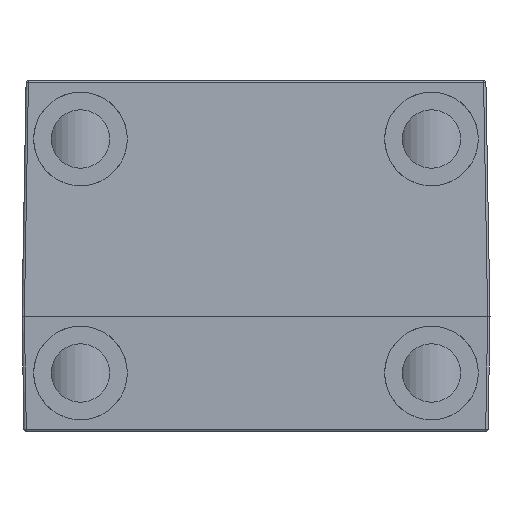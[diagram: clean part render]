
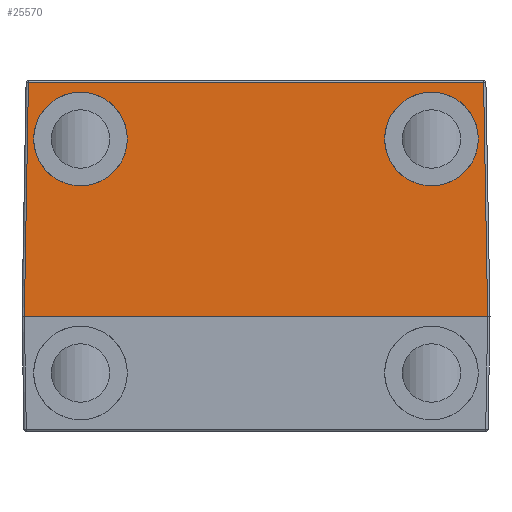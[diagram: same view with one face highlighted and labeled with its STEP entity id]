
A CAD part, front view. The second image highlights one B-rep face of the part: STEP entity #25570.
In plain terms, the highlighted face is planar.
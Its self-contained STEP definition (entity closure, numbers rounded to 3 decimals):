
#15151=CARTESIAN_POINT('',(-18.,20.2,19.8));
#15160=DIRECTION('',(0.,0.,1.));
#15161=VECTOR('',#15160,39.6);
#15162=CARTESIAN_POINT('',(-18.,20.2,-19.8));
#15163=LINE('',#15162,#15161);
#15171=CARTESIAN_POINT('',(-18.,20.2,-19.8));
#17558=CARTESIAN_POINT('',(-17.735,5.,19.));
#17559=CARTESIAN_POINT('',(-17.726,4.529,19.));
#17560=CARTESIAN_POINT('',(-17.709,3.51,
18.829));
#17561=CARTESIAN_POINT('',(-17.684,2.087,
17.912));
#17562=CARTESIAN_POINT('',(-17.671,1.324,
16.729));
#17563=CARTESIAN_POINT('',(-17.666,1.042,
15.722));
#17564=CARTESIAN_POINT('',(-17.664,0.979,15.));
#17565=CARTESIAN_POINT('',(-17.666,1.042,
14.278));
#17566=CARTESIAN_POINT('',(-17.671,1.324,
13.271));
#17567=CARTESIAN_POINT('',(-17.684,2.087,
12.088));
#17568=CARTESIAN_POINT('',(-17.709,3.51,
11.171));
#17569=CARTESIAN_POINT('',(-17.726,4.529,11.));
#17570=CARTESIAN_POINT('',(-17.735,5.,11.));
#17575=DIRECTION('',(0.017,-1.,0.017));
#17576=VECTOR('',#17575,20.01);
#17577=CARTESIAN_POINT('',(-18.,20.2,-19.8));
#17578=LINE('',#17577,#17576);
#17582=DIRECTION('',(0.017,-1.,-0.017));
#17583=VECTOR('',#17582,20.01);
#17584=CARTESIAN_POINT('',(-18.,20.2,19.8));
#17585=LINE('',#17584,#17583);
#17589=DIRECTION('',(0.,0.,-1.));
#17590=VECTOR('',#17589,38.902);
#17591=CARTESIAN_POINT('',(-17.651,0.197,
19.451));
#17592=LINE('',#17591,#17590);
#17596=CARTESIAN_POINT('',(-17.805,9.,15.));
#17597=CARTESIAN_POINT('',(-17.805,9.,15.333));
#17598=CARTESIAN_POINT('',(-17.803,8.921,
15.921));
#17599=CARTESIAN_POINT('',(-17.797,8.577,
16.911));
#17600=CARTESIAN_POINT('',(-17.785,7.885,
17.885));
#17601=CARTESIAN_POINT('',(-17.768,6.911,
18.577));
#17602=CARTESIAN_POINT('',(-17.751,5.921,
18.921));
#17603=CARTESIAN_POINT('',(-17.741,5.333,19.));
#17604=CARTESIAN_POINT('',(-17.735,5.,19.));
#17623=CARTESIAN_POINT('',(-17.735,5.,11.));
#17624=CARTESIAN_POINT('',(-17.741,5.333,11.));
#17625=CARTESIAN_POINT('',(-17.751,5.921,
11.079));
#17626=CARTESIAN_POINT('',(-17.768,6.911,
11.423));
#17627=CARTESIAN_POINT('',(-17.785,7.885,
12.115));
#17628=CARTESIAN_POINT('',(-17.797,8.577,
13.089));
#17629=CARTESIAN_POINT('',(-17.803,8.921,
14.079));
#17630=CARTESIAN_POINT('',(-17.805,9.,14.667));
#17631=CARTESIAN_POINT('',(-17.805,9.,15.));
#17636=CARTESIAN_POINT('',(-17.805,9.,-15.));
#17637=CARTESIAN_POINT('',(-17.805,9.,-14.667));
#17638=CARTESIAN_POINT('',(-17.803,8.921,
-14.079));
#17639=CARTESIAN_POINT('',(-17.797,8.577,
-13.089));
#17640=CARTESIAN_POINT('',(-17.785,7.885,
-12.115));
#17641=CARTESIAN_POINT('',(-17.768,6.911,
-11.423));
#17642=CARTESIAN_POINT('',(-17.751,5.921,
-11.079));
#17643=CARTESIAN_POINT('',(-17.741,5.333,-11.));
#17644=CARTESIAN_POINT('',(-17.735,5.,-11.));
#17663=CARTESIAN_POINT('',(-17.735,5.,-19.));
#17664=CARTESIAN_POINT('',(-17.741,5.333,-19.));
#17665=CARTESIAN_POINT('',(-17.751,5.921,
-18.921));
#17666=CARTESIAN_POINT('',(-17.768,6.911,
-18.577));
#17667=CARTESIAN_POINT('',(-17.785,7.885,
-17.885));
#17668=CARTESIAN_POINT('',(-17.797,8.577,
-16.911));
#17669=CARTESIAN_POINT('',(-17.803,8.921,
-15.921));
#17670=CARTESIAN_POINT('',(-17.805,9.,-15.333));
#17671=CARTESIAN_POINT('',(-17.805,9.,-15.));
#17676=CARTESIAN_POINT('',(-17.735,5.,-11.));
#17677=CARTESIAN_POINT('',(-17.726,4.529,-11.));
#17678=CARTESIAN_POINT('',(-17.709,3.51,
-11.171));
#17679=CARTESIAN_POINT('',(-17.684,2.087,
-12.088));
#17680=CARTESIAN_POINT('',(-17.671,1.324,
-13.271));
#17681=CARTESIAN_POINT('',(-17.666,1.042,
-14.278));
#17682=CARTESIAN_POINT('',(-17.664,0.979,-15.));
#17683=CARTESIAN_POINT('',(-17.666,1.042,
-15.722));
#17684=CARTESIAN_POINT('',(-17.671,1.324,
-16.729));
#17685=CARTESIAN_POINT('',(-17.684,2.087,
-17.912));
#17686=CARTESIAN_POINT('',(-17.709,3.51,
-18.829));
#17687=CARTESIAN_POINT('',(-17.726,4.529,-19.));
#17688=CARTESIAN_POINT('',(-17.735,5.,-19.));
#22725=CARTESIAN_POINT('',(-17.735,5.,-19.));
#22727=VERTEX_POINT('',#22725);
#22729=CARTESIAN_POINT('',(-17.735,5.,-11.));
#22731=VERTEX_POINT('',#22729);
#22733=VERTEX_POINT('',#17636);
#22790=CARTESIAN_POINT('',(-17.735,5.,11.));
#22792=VERTEX_POINT('',#22790);
#22794=CARTESIAN_POINT('',(-17.735,5.,19.));
#22796=VERTEX_POINT('',#22794);
#22798=VERTEX_POINT('',#17596);
#23232=VERTEX_POINT('',#15171);
#23233=CARTESIAN_POINT('',(-17.651,0.197,
-19.451));
#23234=VERTEX_POINT('',#23233);
#23237=CARTESIAN_POINT('',(-17.651,0.197,
19.451));
#23238=VERTEX_POINT('',#23237);
#23243=VERTEX_POINT('',#15151);
#25541=CARTESIAN_POINT('',(-18.,20.2,-21.69));
#25542=DIRECTION('',(-1.,-0.017,0.));
#25543=DIRECTION('',(0.,0.,1.));
#25544=AXIS2_PLACEMENT_3D('',#25541,#25542,#25543);
#25545=PLANE('',#25544);
#25547=ORIENTED_EDGE('',*,*,#25546,.F.);
#25548=ORIENTED_EDGE('',*,*,#23823,.T.);
#25550=ORIENTED_EDGE('',*,*,#25549,.T.);
#25552=ORIENTED_EDGE('',*,*,#25551,.T.);
#25553=EDGE_LOOP('',(#25547,#25548,#25550,#25552));
#25554=FACE_OUTER_BOUND('',#25553,.F.);
#25556=ORIENTED_EDGE('',*,*,#25555,.F.);
#25558=ORIENTED_EDGE('',*,*,#25557,.F.);
#25559=ORIENTED_EDGE('',*,*,#25531,.F.);
#25560=EDGE_LOOP('',(#25556,#25558,#25559));
#25561=FACE_BOUND('',#25560,.F.);
#25563=ORIENTED_EDGE('',*,*,#25562,.F.);
#25565=ORIENTED_EDGE('',*,*,#25564,.F.);
#25567=ORIENTED_EDGE('',*,*,#25566,.F.);
#25568=EDGE_LOOP('',(#25563,#25565,#25567));
#25569=FACE_BOUND('',#25568,.F.);
#25570=ADVANCED_FACE('',(#25554,#25561,#25569),#25545,.T.);
#17571=B_SPLINE_CURVE_WITH_KNOTS('',3,(#17558,#17559,#17560,#17561,#17562,
#17563,#17564,#17565,#17566,#17567,#17568,#17569,#17570),.UNSPECIFIED.,.F.,.F.,(
4,1,1,1,1,1,1,1,1,1,4),(0.,0.125,0.25,0.375,0.438,0.5,0.563,
0.625,0.75,0.875,1.),.UNSPECIFIED.);
#17605=B_SPLINE_CURVE_WITH_KNOTS('',3,(#17596,#17597,#17598,#17599,#17600,
#17601,#17602,#17603,#17604),.UNSPECIFIED.,.F.,.F.,(4,1,1,1,1,1,4),(0.,
0.125,0.25,0.5,0.75,0.875,1.),.UNSPECIFIED.);
#17632=B_SPLINE_CURVE_WITH_KNOTS('',3,(#17623,#17624,#17625,#17626,#17627,
#17628,#17629,#17630,#17631),.UNSPECIFIED.,.F.,.F.,(4,1,1,1,1,1,4),(0.,
0.125,0.25,0.5,0.75,0.875,1.),.UNSPECIFIED.);
#17645=B_SPLINE_CURVE_WITH_KNOTS('',3,(#17636,#17637,#17638,#17639,#17640,
#17641,#17642,#17643,#17644),.UNSPECIFIED.,.F.,.F.,(4,1,1,1,1,1,4),(0.,
0.125,0.25,0.5,0.75,0.875,1.),.UNSPECIFIED.);
#17672=B_SPLINE_CURVE_WITH_KNOTS('',3,(#17663,#17664,#17665,#17666,#17667,
#17668,#17669,#17670,#17671),.UNSPECIFIED.,.F.,.F.,(4,1,1,1,1,1,4),(0.,
0.125,0.25,0.5,0.75,0.875,1.),.UNSPECIFIED.);
#17689=B_SPLINE_CURVE_WITH_KNOTS('',3,(#17676,#17677,#17678,#17679,#17680,
#17681,#17682,#17683,#17684,#17685,#17686,#17687,#17688),.UNSPECIFIED.,.F.,.F.,(
4,1,1,1,1,1,1,1,1,1,4),(0.,0.125,0.25,0.375,0.438,0.5,0.563,
0.625,0.75,0.875,1.),.UNSPECIFIED.);
#23823=EDGE_CURVE('',#23232,#23243,#15163,.T.);
#25531=EDGE_CURVE('',#22796,#22792,#17571,.T.);
#25546=EDGE_CURVE('',#23232,#23234,#17578,.T.);
#25549=EDGE_CURVE('',#23243,#23238,#17585,.T.);
#25551=EDGE_CURVE('',#23238,#23234,#17592,.T.);
#25555=EDGE_CURVE('',#22798,#22796,#17605,.T.);
#25557=EDGE_CURVE('',#22792,#22798,#17632,.T.);
#25562=EDGE_CURVE('',#22733,#22731,#17645,.T.);
#25564=EDGE_CURVE('',#22727,#22733,#17672,.T.);
#25566=EDGE_CURVE('',#22731,#22727,#17689,.T.);
